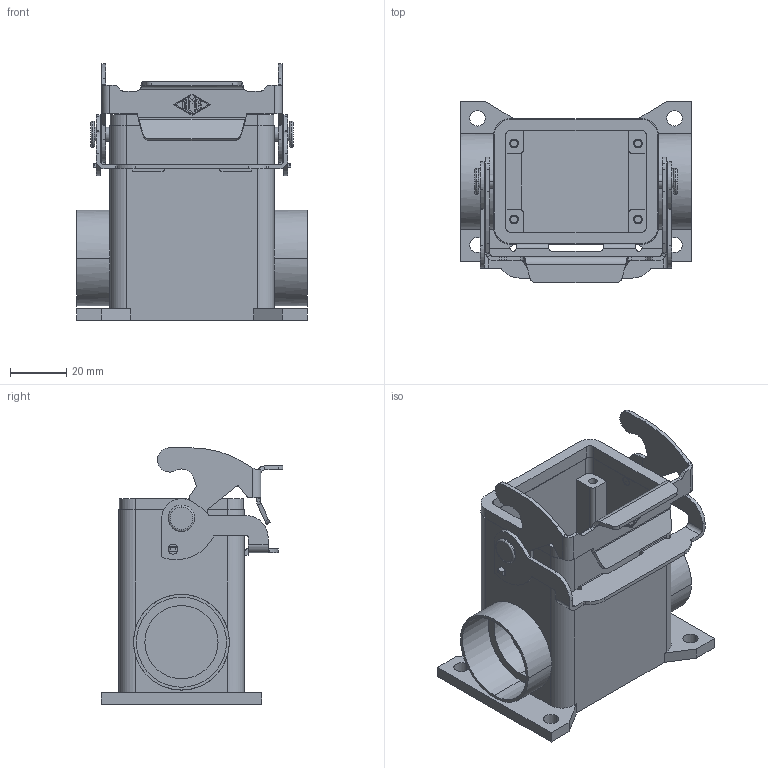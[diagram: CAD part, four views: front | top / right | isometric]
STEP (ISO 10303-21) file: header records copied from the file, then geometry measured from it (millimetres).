
FILE_DESCRIPTION((''),'2;1');
FILE_NAME('MVAP 06 L32.stp','2006-12-19T11:55:08',('gembarski'),(''),'Autodesk Inventor 7','Autodesk Inventor 7','');
FILE_SCHEMA(('AUTOMOTIVE_DESIGN { 1 0 10303 214 1 1 1 1 }'));
Length unit declared in the file: millimetre
Products named in the file (1): MVAP 06 L32
Bounding box: 82 x 64.48 x 91 mm (x, y, z)
Volume: 85487.9 mm3; surface area: 49163.6 mm2
Topology: 2 solids, 2 shells, 401 faces, 1083 edges, 716 vertices
Faces by surface type: plane 140, bspline 138, cylinder 117, torus 4, cone 2
Entity records: 15274 total; most frequent: CARTESIAN_POINT 5325, ORIENTED_EDGE 2158, DIRECTION 1949, EDGE_CURVE 1079, VERTEX_POINT 716, VECTOR 657, LINE 657, AXIS2_PLACEMENT_3D 646
